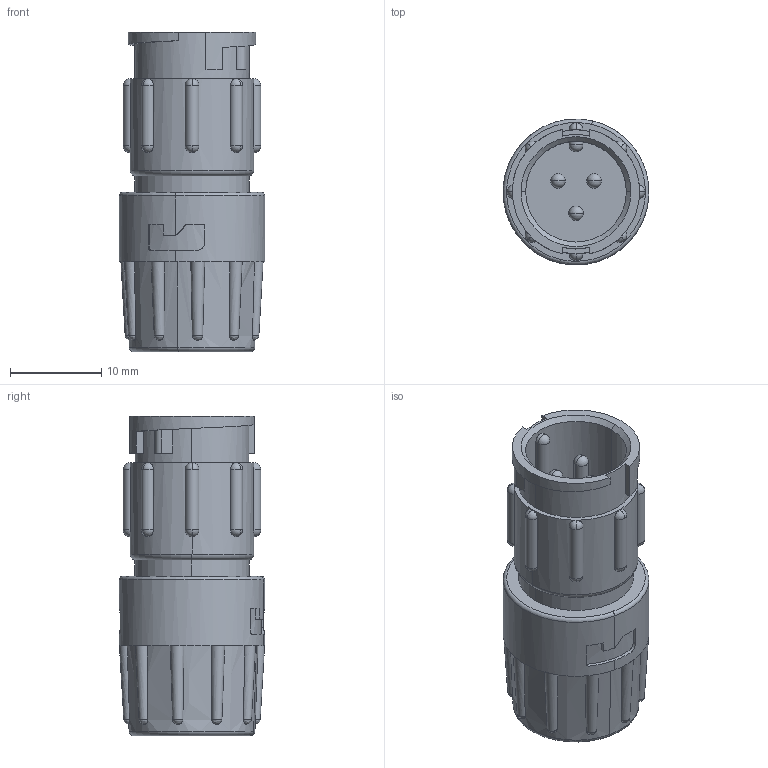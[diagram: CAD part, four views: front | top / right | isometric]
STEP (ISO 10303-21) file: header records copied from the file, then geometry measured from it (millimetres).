
FILE_DESCRIPTION (( 'STEP AP203' ), '1' );
FILE_NAME ('8382-3PG-3XX.STEP', '2015-11-18T20:11:56', ( '' ), ( '' ), 'SwSTEP 2.0', 'SolidWorks 2014', '' );
FILE_SCHEMA (( 'CONFIG_CONTROL_DESIGN' ));
Length unit declared in the file: inch
Products named in the file (1): 8382-3PG-3XX
Bounding box: 16 x 16 x 35.05 mm (x, y, z)
Volume: 4818.5 mm3; surface area: 2564.5 mm2
Topology: 1 solids, 1 shells, 178 faces, 514 edges, 308 vertices
Faces by surface type: cylinder 59, plane 48, sphere 39, bspline 22, torus 6, cone 4
Entity records: 9696 total; most frequent: CARTESIAN_POINT 5403, ORIENTED_EDGE 936, DIRECTION 845, EDGE_CURVE 468, AXIS2_PLACEMENT_3D 358, VERTEX_POINT 301, CIRCLE 201, EDGE_LOOP 187
